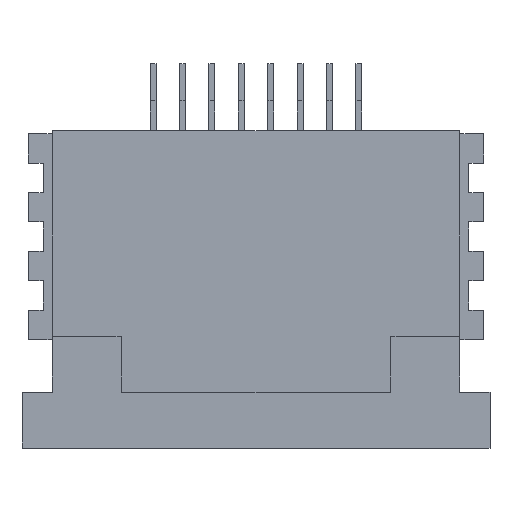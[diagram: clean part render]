
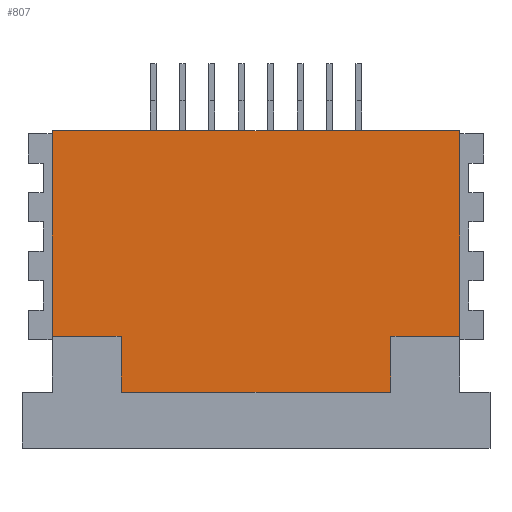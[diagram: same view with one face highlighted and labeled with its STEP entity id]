
A CAD part, top view. The second image highlights one B-rep face of the part: STEP entity #807.
In plain terms, the highlighted free-form (B-spline) face has degree [1, 1] with [2, 2] control points.
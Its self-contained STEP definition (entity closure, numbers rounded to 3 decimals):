
#31 = VERTEX_POINT('',#32);
#32 = CARTESIAN_POINT('',(0.,0.8,1.92));
#37 = EDGE_CURVE('',#31,#38,#40,.T.);
#38 = VERTEX_POINT('',#39);
#39 = CARTESIAN_POINT('',(-3.468,0.8,1.92));
#40 = B_SPLINE_CURVE_WITH_KNOTS('',1,(#41,#42),.UNSPECIFIED.,.F.,.F.,(2,
    2),(0.,6.935),.PIECEWISE_BEZIER_KNOTS.);
#41 = CARTESIAN_POINT('',(0.,0.8,1.92));
#42 = CARTESIAN_POINT('',(-3.468,0.8,1.92));
#777 = EDGE_CURVE('',#38,#778,#780,.T.);
#778 = VERTEX_POINT('',#779);
#779 = CARTESIAN_POINT('',(-3.468,-2.7,1.92));
#780 = B_SPLINE_CURVE_WITH_KNOTS('',1,(#781,#782),.UNSPECIFIED.,.F.,.F.,
  (2,2),(0.,3.5),.PIECEWISE_BEZIER_KNOTS.);
#781 = CARTESIAN_POINT('',(-3.468,0.8,1.92));
#782 = CARTESIAN_POINT('',(-3.468,-2.7,1.92));
#807 = ADVANCED_FACE('',(#808),#866,.T.);
#808 = FACE_BOUND('',#809,.T.);
#809 = EDGE_LOOP('',(#810,#817,#818,#819,#826,#833,#840,#847,#854,#861)
  );
#810 = ORIENTED_EDGE('',*,*,#811,.F.);
#811 = EDGE_CURVE('',#31,#812,#814,.T.);
#812 = VERTEX_POINT('',#813);
#813 = CARTESIAN_POINT('',(3.468,0.8,1.92));
#814 = B_SPLINE_CURVE_WITH_KNOTS('',1,(#815,#816),.UNSPECIFIED.,.F.,.F.,
  (2,2),(0.,6.935),.PIECEWISE_BEZIER_KNOTS.);
#815 = CARTESIAN_POINT('',(0.,0.8,1.92));
#816 = CARTESIAN_POINT('',(3.468,0.8,1.92));
#817 = ORIENTED_EDGE('',*,*,#37,.T.);
#818 = ORIENTED_EDGE('',*,*,#777,.T.);
#819 = ORIENTED_EDGE('',*,*,#820,.T.);
#820 = EDGE_CURVE('',#778,#821,#823,.T.);
#821 = VERTEX_POINT('',#822);
#822 = CARTESIAN_POINT('',(-2.295,-2.7,1.92));
#823 = B_SPLINE_CURVE_WITH_KNOTS('',1,(#824,#825),.UNSPECIFIED.,.F.,.F.,
  (2,2),(0.,2.345),.PIECEWISE_BEZIER_KNOTS.);
#824 = CARTESIAN_POINT('',(-3.468,-2.7,1.92));
#825 = CARTESIAN_POINT('',(-2.295,-2.7,1.92));
#826 = ORIENTED_EDGE('',*,*,#827,.T.);
#827 = EDGE_CURVE('',#821,#828,#830,.T.);
#828 = VERTEX_POINT('',#829);
#829 = CARTESIAN_POINT('',(-2.295,-3.65,1.92));
#830 = B_SPLINE_CURVE_WITH_KNOTS('',1,(#831,#832),.UNSPECIFIED.,.F.,.F.,
  (2,2),(0.95,1.9),.PIECEWISE_BEZIER_KNOTS.);
#831 = CARTESIAN_POINT('',(-2.295,-2.7,1.92));
#832 = CARTESIAN_POINT('',(-2.295,-3.65,1.92));
#833 = ORIENTED_EDGE('',*,*,#834,.T.);
#834 = EDGE_CURVE('',#828,#835,#837,.T.);
#835 = VERTEX_POINT('',#836);
#836 = CARTESIAN_POINT('',(0.,-3.65,1.92));
#837 = B_SPLINE_CURVE_WITH_KNOTS('',1,(#838,#839),.UNSPECIFIED.,.F.,.F.,
  (2,2),(0.,4.59),.PIECEWISE_BEZIER_KNOTS.);
#838 = CARTESIAN_POINT('',(-2.295,-3.65,1.92));
#839 = CARTESIAN_POINT('',(0.,-3.65,1.92));
#840 = ORIENTED_EDGE('',*,*,#841,.T.);
#841 = EDGE_CURVE('',#835,#842,#844,.T.);
#842 = VERTEX_POINT('',#843);
#843 = CARTESIAN_POINT('',(2.295,-3.65,1.92));
#844 = B_SPLINE_CURVE_WITH_KNOTS('',1,(#845,#846),.UNSPECIFIED.,.F.,.F.,
  (2,2),(4.59,9.18),.PIECEWISE_BEZIER_KNOTS.);
#845 = CARTESIAN_POINT('',(0.,-3.65,1.92));
#846 = CARTESIAN_POINT('',(2.295,-3.65,1.92));
#847 = ORIENTED_EDGE('',*,*,#848,.T.);
#848 = EDGE_CURVE('',#842,#849,#851,.T.);
#849 = VERTEX_POINT('',#850);
#850 = CARTESIAN_POINT('',(2.295,-2.7,1.92));
#851 = B_SPLINE_CURVE_WITH_KNOTS('',1,(#852,#853),.UNSPECIFIED.,.F.,.F.,
  (2,2),(0.,0.95),.PIECEWISE_BEZIER_KNOTS.);
#852 = CARTESIAN_POINT('',(2.295,-3.65,1.92));
#853 = CARTESIAN_POINT('',(2.295,-2.7,1.92));
#854 = ORIENTED_EDGE('',*,*,#855,.F.);
#855 = EDGE_CURVE('',#856,#849,#858,.T.);
#856 = VERTEX_POINT('',#857);
#857 = CARTESIAN_POINT('',(3.468,-2.7,1.92));
#858 = B_SPLINE_CURVE_WITH_KNOTS('',1,(#859,#860),.UNSPECIFIED.,.F.,.F.,
  (2,2),(0.,6.935),.PIECEWISE_BEZIER_KNOTS.);
#859 = CARTESIAN_POINT('',(3.468,-2.7,1.92));
#860 = CARTESIAN_POINT('',(0.,-2.7,1.92));
#861 = ORIENTED_EDGE('',*,*,#862,.F.);
#862 = EDGE_CURVE('',#812,#856,#863,.T.);
#863 = B_SPLINE_CURVE_WITH_KNOTS('',1,(#864,#865),.UNSPECIFIED.,.F.,.F.,
  (2,2),(0.,3.5),.PIECEWISE_BEZIER_KNOTS.);
#864 = CARTESIAN_POINT('',(3.468,0.8,1.92));
#865 = CARTESIAN_POINT('',(3.468,-2.7,1.92));
#866 = B_SPLINE_SURFACE_WITH_KNOTS('',1,1,(
    (#867,#868)
    ,(#869,#870
    )),.UNSPECIFIED.,.F.,.F.,.F.,(2,2),(2,2),(-7.329,
    6.541),(-2.008,2.442),
  .PIECEWISE_BEZIER_KNOTS.);
#867 = CARTESIAN_POINT('',(3.468,0.8,1.92));
#868 = CARTESIAN_POINT('',(3.468,-3.65,1.92));
#869 = CARTESIAN_POINT('',(-3.468,0.8,1.92));
#870 = CARTESIAN_POINT('',(-3.468,-3.65,1.92));
